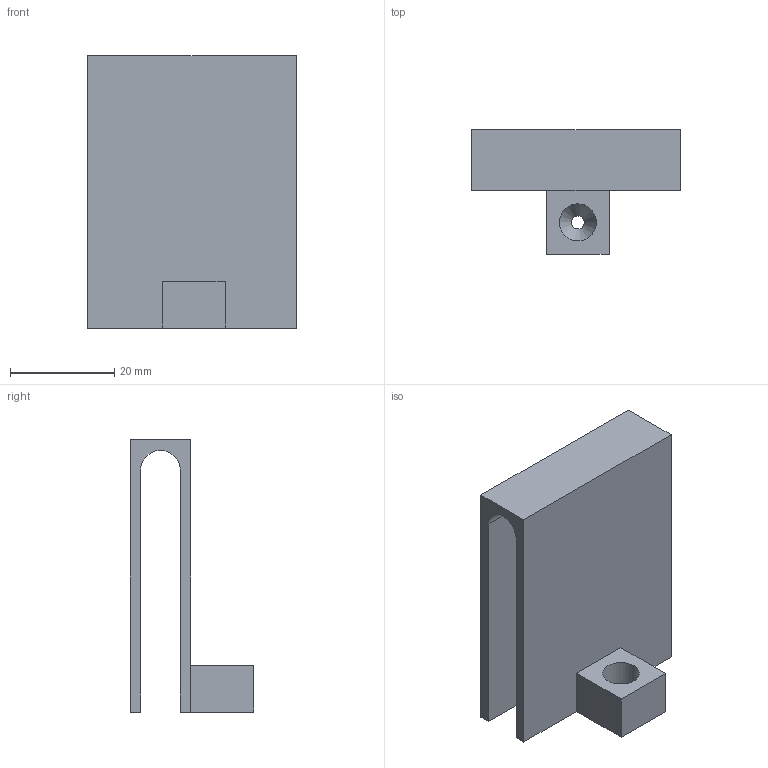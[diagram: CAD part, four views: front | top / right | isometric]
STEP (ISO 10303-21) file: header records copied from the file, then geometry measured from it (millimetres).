
FILE_DESCRIPTION(/* description */ (''),/* implementation_level */ '2;1');
FILE_NAME(/* name */ 'Sensor_protector v3.step',/* time_stamp */ '2021-04-14T18:42:21+02:00',/* author */ (''),/* organization */ (''),/* preprocessor_version */ 'ST-DEVELOPER v18.1',/* originating_system */ 'Autodesk Translation Framework v10.6.0.1341',/* authorisation */ '');
FILE_SCHEMA (('AUTOMOTIVE_DESIGN { 1 0 10303 214 3 1 1 }'));
Length unit declared in the file: millimetre
Products named in the file (1): Sensor_protector
Bounding box: 40 x 23.75 x 52.23 mm (x, y, z)
Volume: 10247.4 mm3; surface area: 10101.9 mm2
Topology: 1 solids, 1 shells, 18 faces, 47 edges, 31 vertices
Faces by surface type: plane 14, cylinder 3, cone 1
Full cylindrical faces by diameter (mm): 7.119 x1
Entity records: 587 total; most frequent: CARTESIAN_POINT 97, ORIENTED_EDGE 94, DIRECTION 92, EDGE_CURVE 47, LINE 40, VECTOR 40, VERTEX_POINT 31, AXIS2_PLACEMENT_3D 26
